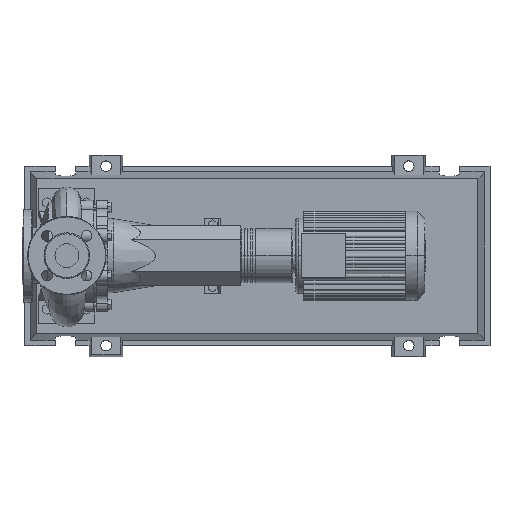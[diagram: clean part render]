
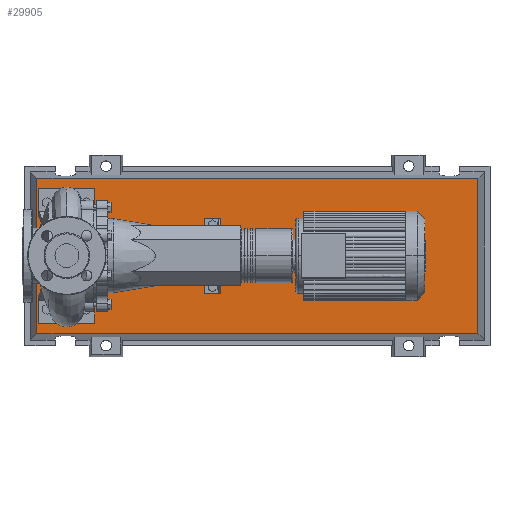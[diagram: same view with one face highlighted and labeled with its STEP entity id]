
A CAD part, top view. The second image highlights one B-rep face of the part: STEP entity #29905.
In plain terms, the highlighted planar face has unit normal (0, 0, 1).
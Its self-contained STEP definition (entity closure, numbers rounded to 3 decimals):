
#29586=CARTESIAN_POINT('',(733.292,-138.292,83.0));
#29587=VERTEX_POINT('',#29586);
#29594=CARTESIAN_POINT('',(-53.292,-138.292,83.0));
#29595=VERTEX_POINT('',#29594);
#29596=CARTESIAN_POINT('',(733.292,-138.292,83.0));
#29597=DIRECTION('',(-1.0,0.0,0.0));
#29598=VECTOR('',#29597,786.584);
#29599=LINE('',#29596,#29598);
#29600=EDGE_CURVE('',#29587,#29595,#29599,.T.);
#29818=CARTESIAN_POINT('',(733.292,138.292,83.0));
#29819=VERTEX_POINT('',#29818);
#29820=CARTESIAN_POINT('',(733.292,138.292,83.0));
#29821=DIRECTION('',(0.0,-1.0,0.0));
#29822=VECTOR('',#29821,276.584);
#29823=LINE('',#29820,#29822);
#29824=EDGE_CURVE('',#29819,#29587,#29823,.T.);
#29842=CARTESIAN_POINT('',(-53.292,138.292,83.0));
#29843=VERTEX_POINT('',#29842);
#29844=CARTESIAN_POINT('',(-53.292,-138.292,83.0));
#29845=DIRECTION('',(0.0,1.0,0.0));
#29846=VECTOR('',#29845,276.584);
#29847=LINE('',#29844,#29846);
#29848=EDGE_CURVE('',#29595,#29843,#29847,.T.);
#29881=CARTESIAN_POINT('',(-53.292,138.292,83.0));
#29882=DIRECTION('',(1.0,0.0,0.0));
#29883=VECTOR('',#29882,786.584);
#29884=LINE('',#29881,#29883);
#29885=EDGE_CURVE('',#29843,#29819,#29884,.T.);
#29894=CARTESIAN_POINT('',(340.,0.,83.0));
#29895=DIRECTION('',(0.0,0.0,1.0));
#29896=DIRECTION('',(1.0,0.0,0.0));
#29897=AXIS2_PLACEMENT_3D('',#29894,#29895,#29896);
#29898=PLANE('',#29897);
#29899=ORIENTED_EDGE('',*,*,#29824,.F.);
#29900=ORIENTED_EDGE('',*,*,#29885,.F.);
#29901=ORIENTED_EDGE('',*,*,#29848,.F.);
#29902=ORIENTED_EDGE('',*,*,#29600,.F.);
#29903=EDGE_LOOP('',(#29899,#29900,#29901,#29902));
#29904=FACE_OUTER_BOUND('',#29903,.T.);
#29905=ADVANCED_FACE('',(#29904),#29898,.T.);
